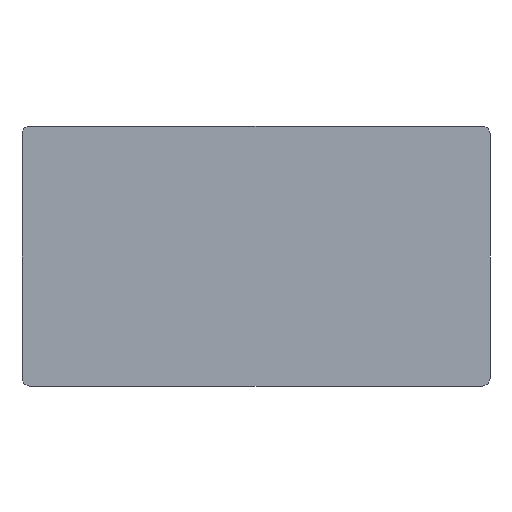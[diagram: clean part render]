
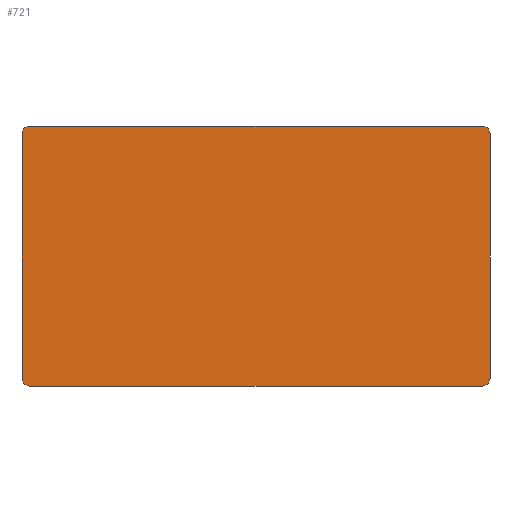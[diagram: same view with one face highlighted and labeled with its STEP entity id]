
A CAD part, front view. The second image highlights one B-rep face of the part: STEP entity #721.
In plain terms, the highlighted planar face has unit normal (0, -1, 0).
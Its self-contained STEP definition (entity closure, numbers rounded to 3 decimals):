
#20 = VERTEX_POINT ( 'NONE', #511 ) ;
#21 = CARTESIAN_POINT ( 'NONE',  ( -0.3, 0., 10. ) ) ;
#51 = VECTOR ( 'NONE', #843, 1000. ) ;
#55 = CIRCLE ( 'NONE', #293, 0.3 ) ;
#70 = DIRECTION ( 'NONE',  ( -1., 0., 0. ) ) ;
#87 = VERTEX_POINT ( 'NONE', #116 ) ;
#91 = DIRECTION ( 'NONE',  ( 0., 0., -1. ) ) ;
#112 = DIRECTION ( 'NONE',  ( 1., 0., 0. ) ) ;
#115 = EDGE_CURVE ( 'NONE', #559, #742, #408, .T. ) ;
#116 = CARTESIAN_POINT ( 'NONE',  ( 0., 0., 0.3 ) ) ;
#134 = DIRECTION ( 'NONE',  ( -1., 0., 0. ) ) ;
#151 = LINE ( 'NONE', #891, #705 ) ;
#158 = EDGE_LOOP ( 'NONE', ( #798, #836, #722, #718, #930, #280, #615, #802 ) ) ;
#180 = EDGE_CURVE ( 'NONE', #613, #87, #338, .T. ) ;
#181 = CARTESIAN_POINT ( 'NONE',  ( -18., 0., 9.7 ) ) ;
#182 = CARTESIAN_POINT ( 'NONE',  ( 0., 0., 0. ) ) ;
#190 = LINE ( 'NONE', #182, #276 ) ;
#191 = AXIS2_PLACEMENT_3D ( 'NONE', #489, #419, #763 ) ;
#210 = CARTESIAN_POINT ( 'NONE',  ( -18., 0., 0.3 ) ) ;
#224 = DIRECTION ( 'NONE',  ( 0., -1., 0. ) ) ;
#238 = CIRCLE ( 'NONE', #191, 0.3 ) ;
#276 = VECTOR ( 'NONE', #112, 1000. ) ;
#280 = ORIENTED_EDGE ( 'NONE', *, *, #180, .T. ) ;
#293 = AXIS2_PLACEMENT_3D ( 'NONE', #591, #224, #512 ) ;
#315 = CARTESIAN_POINT ( 'NONE',  ( -0.3, 0., 0. ) ) ;
#324 = DIRECTION ( 'NONE',  ( 0., 0., -1. ) ) ;
#326 = AXIS2_PLACEMENT_3D ( 'NONE', #505, #425, #134 ) ;
#338 = CIRCLE ( 'NONE', #704, 0.3 ) ;
#353 = VECTOR ( 'NONE', #324, 1000. ) ;
#354 = PLANE ( 'NONE',  #838 ) ;
#408 = LINE ( 'NONE', #769, #353 ) ;
#418 = FACE_OUTER_BOUND ( 'NONE', #158, .T. ) ;
#419 = DIRECTION ( 'NONE',  ( 0., -1., 0. ) ) ;
#425 = DIRECTION ( 'NONE',  ( 0., -1., 0. ) ) ;
#428 = EDGE_CURVE ( 'NONE', #460, #681, #564, .T. ) ;
#443 = EDGE_CURVE ( 'NONE', #20, #613, #190, .T. ) ;
#460 = VERTEX_POINT ( 'NONE', #922 ) ;
#489 = CARTESIAN_POINT ( 'NONE',  ( -17.7, 0., 0.3 ) ) ;
#505 = CARTESIAN_POINT ( 'NONE',  ( -0.3, 0., 9.7 ) ) ;
#511 = CARTESIAN_POINT ( 'NONE',  ( -17.7, 0., 0. ) ) ;
#512 = DIRECTION ( 'NONE',  ( -1., 0., 0. ) ) ;
#532 = EDGE_CURVE ( 'NONE', #742, #20, #238, .T. ) ;
#548 = CARTESIAN_POINT ( 'NONE',  ( 0., 0., 10. ) ) ;
#559 = VERTEX_POINT ( 'NONE', #181 ) ;
#564 = LINE ( 'NONE', #548, #51 ) ;
#573 = CARTESIAN_POINT ( 'NONE',  ( 0., 0., 9.7 ) ) ;
#591 = CARTESIAN_POINT ( 'NONE',  ( -17.7, 0., 9.7 ) ) ;
#613 = VERTEX_POINT ( 'NONE', #315 ) ;
#615 = ORIENTED_EDGE ( 'NONE', *, *, #834, .F. ) ;
#681 = VERTEX_POINT ( 'NONE', #21 ) ;
#700 = CARTESIAN_POINT ( 'NONE',  ( -0.3, 0., 0.3 ) ) ;
#704 = AXIS2_PLACEMENT_3D ( 'NONE', #700, #835, #760 ) ;
#705 = VECTOR ( 'NONE', #91, 1000. ) ;
#710 = DIRECTION ( 'NONE',  ( 0., 1., 0. ) ) ;
#712 = EDGE_CURVE ( 'NONE', #736, #681, #737, .T. ) ;
#718 = ORIENTED_EDGE ( 'NONE', *, *, #532, .T. ) ;
#721 = ADVANCED_FACE ( 'NONE', ( #418 ), #354, .F. ) ;
#722 = ORIENTED_EDGE ( 'NONE', *, *, #115, .T. ) ;
#736 = VERTEX_POINT ( 'NONE', #573 ) ;
#737 = CIRCLE ( 'NONE', #326, 0.3 ) ;
#742 = VERTEX_POINT ( 'NONE', #210 ) ;
#760 = DIRECTION ( 'NONE',  ( -1., 0., 0. ) ) ;
#763 = DIRECTION ( 'NONE',  ( -1., 0., 0. ) ) ;
#769 = CARTESIAN_POINT ( 'NONE',  ( -18., 0., 10. ) ) ;
#798 = ORIENTED_EDGE ( 'NONE', *, *, #428, .F. ) ;
#802 = ORIENTED_EDGE ( 'NONE', *, *, #712, .T. ) ;
#819 = EDGE_CURVE ( 'NONE', #460, #559, #55, .T. ) ;
#834 = EDGE_CURVE ( 'NONE', #736, #87, #151, .T. ) ;
#835 = DIRECTION ( 'NONE',  ( 0., -1., 0. ) ) ;
#836 = ORIENTED_EDGE ( 'NONE', *, *, #819, .T. ) ;
#838 = AXIS2_PLACEMENT_3D ( 'NONE', #938, #710, #70 ) ;
#843 = DIRECTION ( 'NONE',  ( 1., 0., 0. ) ) ;
#891 = CARTESIAN_POINT ( 'NONE',  ( 0., 0., 10. ) ) ;
#922 = CARTESIAN_POINT ( 'NONE',  ( -17.7, 0., 10. ) ) ;
#930 = ORIENTED_EDGE ( 'NONE', *, *, #443, .T. ) ;
#938 = CARTESIAN_POINT ( 'NONE',  ( 0., 0., 10. ) ) ;
